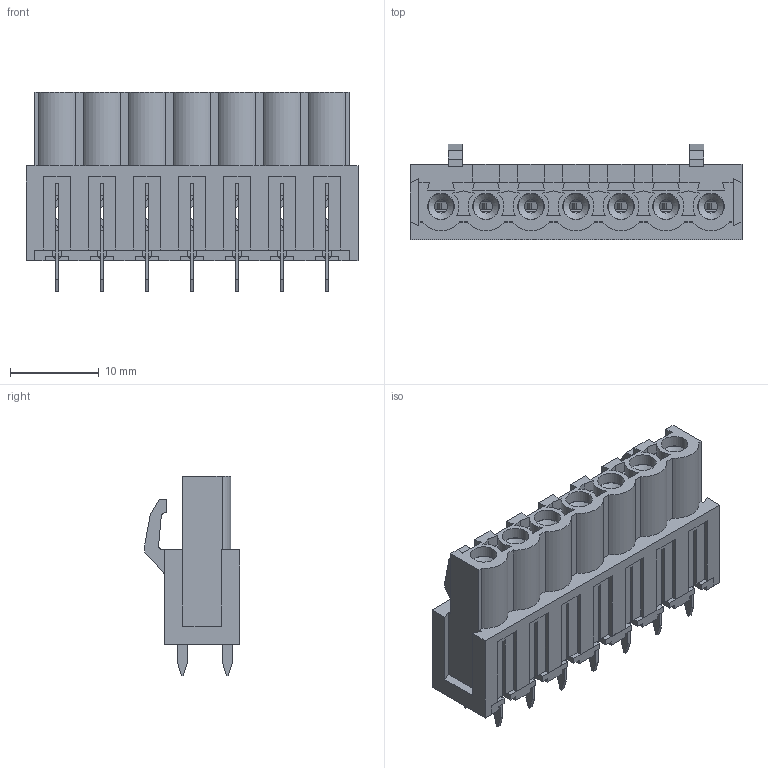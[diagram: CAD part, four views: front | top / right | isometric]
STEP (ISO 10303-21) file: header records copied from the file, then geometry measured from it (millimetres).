
FILE_DESCRIPTION( ( 'Unknown' ), '1' );
FILE_NAME( '691307500007.stp', 'Unknown', ( 'Unknown' ), ( 'Unknown' ), 'PSStep 18.0.17', 'Unknown', ' ' );
FILE_SCHEMA( ( 'AUTOMOTIVE_DESIGN { 1 0 10303 214 1 1 1 1 }' ) );
Length unit declared in the file: millimetre
Products named in the file (4): Assem1; contact; 691307500007; 691307500007_back wall
Assembly tree (9 placements, depth 2):
  Assem1
    contact  x7
    691307500007
    691307500007_back wall
Bounding box: 37.48 x 10.8 x 22.5 mm (x, y, z)
Volume: 2749.6 mm3; surface area: 6903.4 mm2
Topology: 9 solids, 9 shells, 1169 faces, 3152 edges, 2000 vertices
Faces by surface type: plane 827, cylinder 286, bspline 42, cone 7, sphere 7
Full cylindrical faces by diameter (mm): 0.7 x7, 1 x14, 1.5 x7, 3 x7
Entity records: 26518 total; most frequent: CARTESIAN_POINT 4711, ORIENTED_EDGE 3410, DIRECTION 3206, EDGE_CURVE 1705, LINE 1450, VECTOR 1450, VERTEX_POINT 1143, AXIS2_PLACEMENT_3D 878
